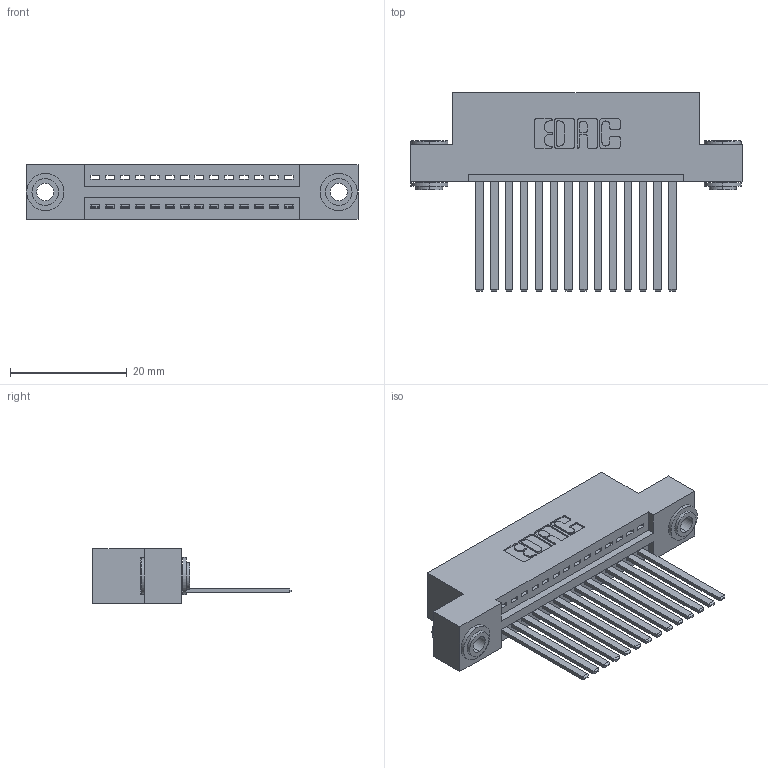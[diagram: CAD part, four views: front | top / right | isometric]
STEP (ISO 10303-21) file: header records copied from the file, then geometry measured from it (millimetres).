
FILE_DESCRIPTION (( 'STEP AP203' ), '1' );
FILE_NAME ('395-014-544-103.STEP', '2018-11-06T00:46:44', ( '' ), ( '' ), 'SwSTEP 2.0', 'SolidWorks 2016', '' );
FILE_SCHEMA (( 'CONFIG_CONTROL_DESIGN' ));
Length unit declared in the file: inch
Products named in the file (4): 345 Part_Flush Mounting Lugs - 0.156 Dia-TH; 395-014-544-103; 345-292-001_345-293-144; 345-250-002_345-250-002-102
Assembly tree (17 placements, depth 2):
  395-014-544-103
    345 Part_Flush Mounting Lugs - 0.156 Dia-TH
    345-292-001_345-293-144  x14
    345-250-002_345-250-002-102  x2
Bounding box: 56.77 x 33.96 x 9.4 mm (x, y, z)
Volume: 5344.1 mm3; surface area: 7422.6 mm2
Topology: 17 solids, 17 shells, 892 faces, 2629 edges, 1730 vertices
Faces by surface type: plane 594, cylinder 290, cone 8
Entity records: 14772 total; most frequent: CARTESIAN_POINT 2537, ORIENTED_EDGE 2478, DIRECTION 2285, EDGE_CURVE 1239, LINE 1031, VECTOR 1031, VERTEX_POINT 822, AXIS2_PLACEMENT_3D 627
